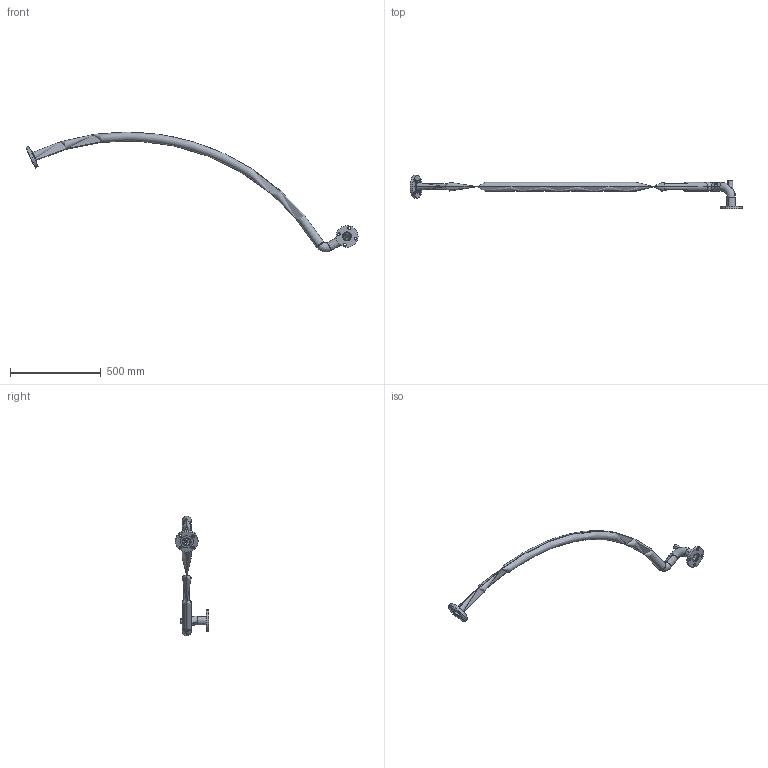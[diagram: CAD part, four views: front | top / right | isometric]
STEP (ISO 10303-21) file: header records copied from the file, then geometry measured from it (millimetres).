
FILE_DESCRIPTION (( 'STEP AP203' ), '1' );
FILE_NAME ('3974-13-50-014_REV_.step', '2026-03-04T00:22:16', ( '' ), ( '' ), 'SwSTEP 2.0', 'SolidWorks 2025', '' );
FILE_SCHEMA (( 'CONFIG_CONTROL_DESIGN' ));
Length unit declared in the file: millimetre
Products named in the file (9): 3974-13-50-014_REV_; OEM-40-SR-40-316L_Default<As Machined>; 3435-50-014-02_Default<As Machined>; OEM-40-LR-40-316L_Default<As Machined>; 3435-50-014-03; OEM-15-3000-L-316L_40NB LR BEND; 3435-50-014-01_Default<As Machined>; OEM-40-150-SO-316L_Default<As Machined>; OEM-40-JIS5K-P-316L_Default<As Machined>
Assembly tree (8 placements, depth 2):
  3974-13-50-014_REV_
    3435-50-014-01_Default<As Machined>
    3435-50-014-02_Default<As Machined>
    OEM-40-SR-40-316L_Default<As Machined>
    OEM-40-LR-40-316L_Default<As Machined>
    OEM-40-JIS5K-P-316L_Default<As Machined>
    OEM-40-150-SO-316L_Default<As Machined>
    3435-50-014-03
    OEM-15-3000-L-316L_40NB LR BEND
Bounding box: 1827.12 x 182.5 x 659.39 mm (x, y, z)
Volume: 1138888.9 mm3; surface area: 667779.3 mm2
Topology: 9 solids, 9 shells, 141 faces, 334 edges, 220 vertices
Faces by surface type: cylinder 56, plane 47, bspline 20, torus 16, cone 2
Entity records: 8956 total; most frequent: CARTESIAN_POINT 4753, ORIENTED_EDGE 668, DIRECTION 667, EDGE_CURVE 334, AXIS2_PLACEMENT_3D 286, VERTEX_POINT 220, EDGE_LOOP 182, CIRCLE 154
